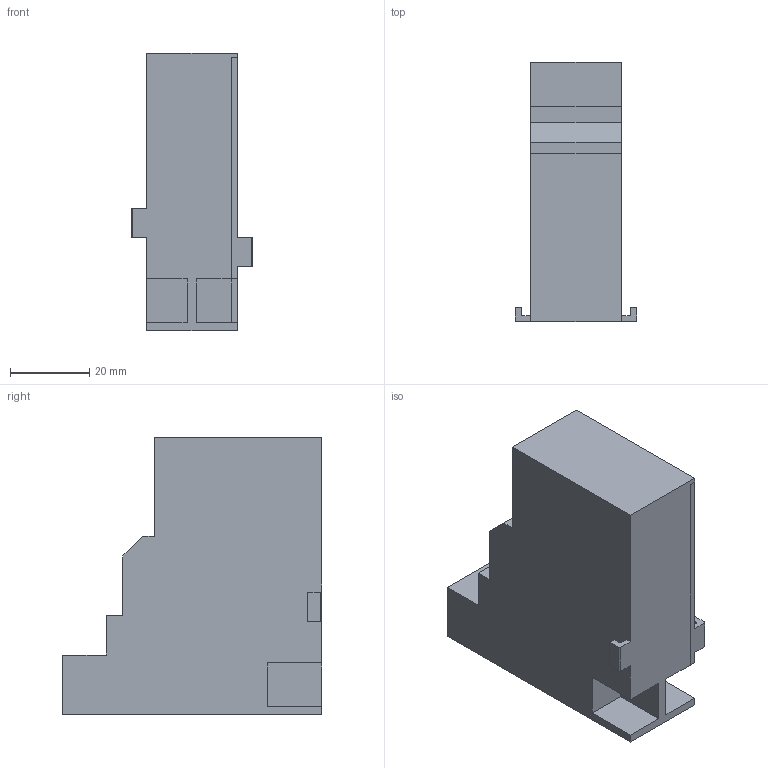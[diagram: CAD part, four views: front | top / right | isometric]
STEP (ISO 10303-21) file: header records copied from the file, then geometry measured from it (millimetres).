
FILE_DESCRIPTION(('STEP AP214'),'1');
FILE_NAME('cctmp_B14340A2-11B2-4725-8FED-9B5E0F75B454_2023_07_18_13_15_01_0318..stp','2023-07-18T11:15:02',('SIEMENS A&D'),('CADClick - www.CADClick.com'),'Spatial InterOp 3D postprocessed',' ','unknown authorization');
FILE_SCHEMA(('AUTOMOTIVE_DESIGN'));
Length unit declared in the file: millimetre
Products named in the file (3): cc_unnamed; 2023_07_18_13_15_01_0303; 2023_07_18_13_15_01_0272
Assembly tree (2 placements, depth 2):
  cc_unnamed
    2023_07_18_13_15_01_0303
    2023_07_18_13_15_01_0272
Bounding box: 30.6 x 65.4 x 70.1 mm (x, y, z)
Volume: 78945 mm3; surface area: 19568.9 mm2
Topology: 2 solids, 2 shells, 54 faces, 149 edges, 99 vertices
Faces by surface type: plane 50, cylinder 4
Entity records: 2927 total; most frequent: CARTESIAN_POINT 305, STYLED_ITEM 304, PRESENTATION_STYLE_ASSIGNMENT 304, ORIENTED_EDGE 298, DIRECTION 271, EDGE_CURVE 149, CURVE_STYLE 149, DRAUGHTING_PRE_DEFINED_CURVE_FONT 149
